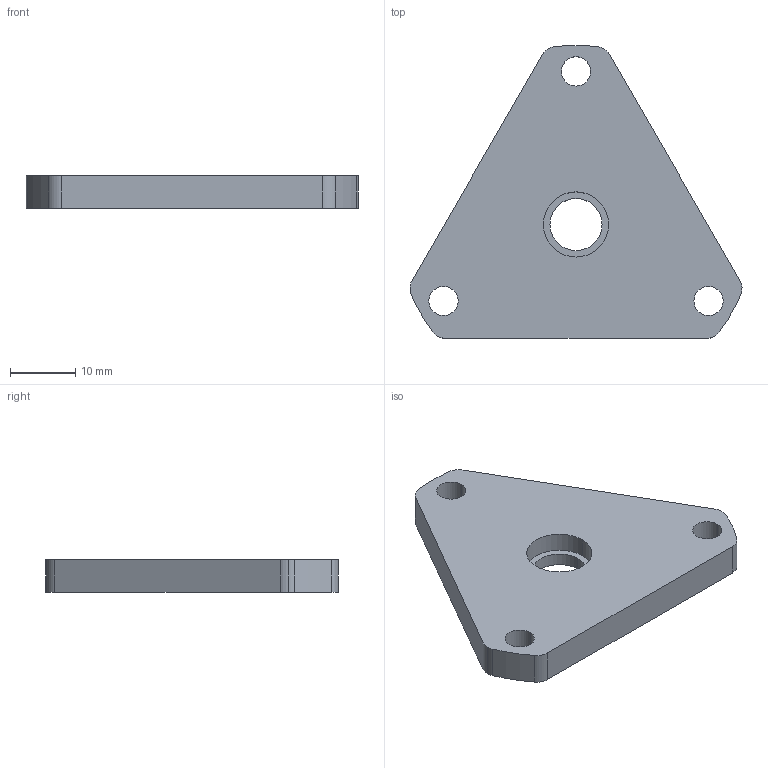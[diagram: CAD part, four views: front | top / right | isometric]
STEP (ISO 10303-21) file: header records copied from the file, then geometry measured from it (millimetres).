
FILE_DESCRIPTION (( 'STEP AP203' ), '1' );
FILE_NAME ('ROV-USI-025A-SUP ROULEMENT POULIE.STEP', '2024-05-22T09:35:05', ( '' ), ( '' ), 'SwSTEP 2.0', 'SolidWorks 2016', '' );
FILE_SCHEMA (( 'CONFIG_CONTROL_DESIGN' ));
Length unit declared in the file: millimetre
Products named in the file (1): ROV-USI-025A-SUP ROULEMENT POULIE
Bounding box: 50.98 x 44.98 x 5 mm (x, y, z)
Volume: 6872.4 mm3; surface area: 3907.9 mm2
Topology: 1 solids, 1 shells, 26 faces, 69 edges, 46 vertices
Faces by surface type: cylinder 20, plane 6
Entity records: 926 total; most frequent: DIRECTION 163, CARTESIAN_POINT 142, ORIENTED_EDGE 138, EDGE_CURVE 69, AXIS2_PLACEMENT_3D 67, VERTEX_POINT 46, CIRCLE 40, EDGE_LOOP 35
